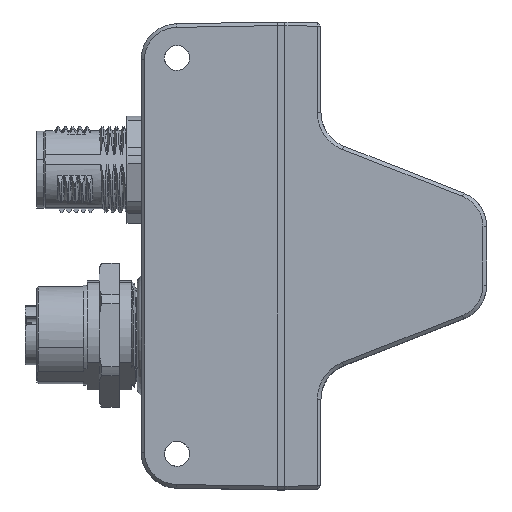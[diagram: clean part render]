
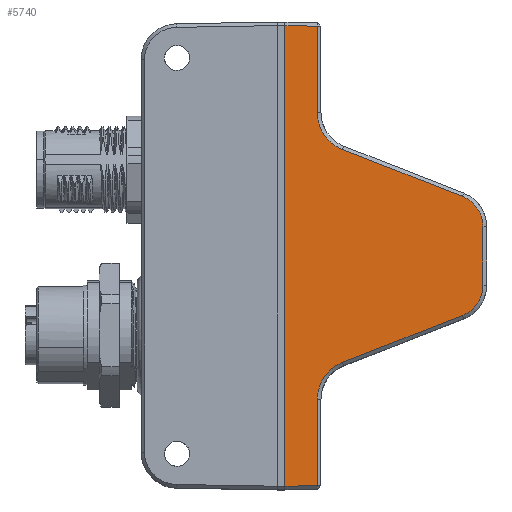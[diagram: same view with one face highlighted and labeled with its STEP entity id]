
A CAD part, top view. The second image highlights one B-rep face of the part: STEP entity #5740.
In plain terms, the highlighted planar face has unit normal (0.018, 0, 1).
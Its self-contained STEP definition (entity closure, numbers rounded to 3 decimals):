
#5740=ADVANCED_FACE('',(#12268),#12269,.T.);
#12268=FACE_OUTER_BOUND('',#32951,.T.);
#12269=PLANE('',#32952);
#32951=EDGE_LOOP('',(#55810,#55811,#55812,#55813,#55814,#55815,#55816,#55817,#55818,#55819,#55820,#55821));
#32952=AXIS2_PLACEMENT_3D('',#55822,#55823,#55824);
#55810=ORIENTED_EDGE('',*,*,#67888,.F.);
#55811=ORIENTED_EDGE('',*,*,#67889,.F.);
#55812=ORIENTED_EDGE('',*,*,#67800,.F.);
#55813=ORIENTED_EDGE('',*,*,#67886,.T.);
#55814=ORIENTED_EDGE('',*,*,#67890,.F.);
#55815=ORIENTED_EDGE('',*,*,#67891,.F.);
#55816=ORIENTED_EDGE('',*,*,#67892,.F.);
#55817=ORIENTED_EDGE('',*,*,#67893,.F.);
#55818=ORIENTED_EDGE('',*,*,#67894,.F.);
#55819=ORIENTED_EDGE('',*,*,#67895,.F.);
#55820=ORIENTED_EDGE('',*,*,#67896,.F.);
#55821=ORIENTED_EDGE('',*,*,#67897,.F.);
#55822=CARTESIAN_POINT('',(1.0,-34.7,0.0));
#55823=DIRECTION('',(0.017,-0.0,1.));
#55824=DIRECTION('',(1.,0.0,-0.017));
#67800=EDGE_CURVE('',#78969,#78971,#78972,.T.);
#67886=EDGE_CURVE('',#78969,#79138,#79140,.T.);
#67888=EDGE_CURVE('',#79142,#79143,#79144,.T.);
#67889=EDGE_CURVE('',#78971,#79142,#79145,.T.);
#67890=EDGE_CURVE('',#79146,#79138,#79147,.T.);
#67891=EDGE_CURVE('',#79148,#79146,#79149,.T.);
#67892=EDGE_CURVE('',#79150,#79148,#79151,.T.);
#67893=EDGE_CURVE('',#79152,#79150,#79153,.T.);
#67894=EDGE_CURVE('',#79154,#79152,#79155,.T.);
#67895=EDGE_CURVE('',#79156,#79154,#79157,.T.);
#67896=EDGE_CURVE('',#79158,#79156,#79159,.T.);
#67897=EDGE_CURVE('',#79143,#79158,#79160,.T.);
#78969=VERTEX_POINT('',#105275);
#78971=VERTEX_POINT('',#105278);
#78972=LINE('',#105279,#105280);
#79138=VERTEX_POINT('',#105513);
#79140=LINE('',#105516,#105517);
#79142=VERTEX_POINT('',#105519);
#79143=VERTEX_POINT('',#105520);
#79144=LINE('',#105521,#105522);
#79145=LINE('',#105523,#105524);
#79146=VERTEX_POINT('',#105525);
#79147=LINE('',#105526,#105527);
#79148=VERTEX_POINT('',#105528);
#79149=B_SPLINE_CURVE_WITH_KNOTS('',3,(#105529,#105530,#105531,#105532,#105533,#105534,#105535,#105536,#105537,#105538),.UNSPECIFIED.,.F.,.F.,(4,2,2,2,4),(-0.659,-0.496,-0.33,-0.163,0.),.UNSPECIFIED.);
#79150=VERTEX_POINT('',#105539);
#79151=LINE('',#105540,#105541);
#79152=VERTEX_POINT('',#105542);
#79153=B_SPLINE_CURVE_WITH_KNOTS('',3,(#105543,#105544,#105545,#105546,#105547,#105548,#105549,#105550,#105551,#105552),.UNSPECIFIED.,.F.,.F.,(4,2,2,2,4),(-0.539,-0.405,-0.269,-0.134,0.),.UNSPECIFIED.);
#79154=VERTEX_POINT('',#105553);
#79155=LINE('',#105554,#105555);
#79156=VERTEX_POINT('',#105556);
#79157=B_SPLINE_CURVE_WITH_KNOTS('',3,(#105557,#105558,#105559,#105560,#105561,#105562,#105563,#105564,#105565,#105566),.UNSPECIFIED.,.F.,.F.,(4,2,2,2,4),(-0.539,-0.405,-0.269,-0.134,0.),.UNSPECIFIED.);
#79158=VERTEX_POINT('',#105567);
#79159=LINE('',#105568,#105569);
#79160=B_SPLINE_CURVE_WITH_KNOTS('',3,(#105570,#105571,#105572,#105573,#105574,#105575,#105576,#105577,#105578,#105579),.UNSPECIFIED.,.F.,.F.,(4,2,2,2,4),(-0.659,-0.496,-0.33,-0.163,0.),.UNSPECIFIED.);
#105275=CARTESIAN_POINT('',(1.0,-31.997,0.0));
#105278=CARTESIAN_POINT('',(1.0,31.997,0.0));
#105279=CARTESIAN_POINT('',(1.0,-31.997,0.0));
#105280=VECTOR('',#120949,63.994);
#105513=CARTESIAN_POINT('',(5.506,-31.918,-0.079));
#105516=CARTESIAN_POINT('',(1.0,-31.997,0.0));
#105517=VECTOR('',#121066,4.507);
#105519=CARTESIAN_POINT('',(5.506,31.918,-0.079));
#105520=CARTESIAN_POINT('',(5.506,19.913,-0.079));
#105521=CARTESIAN_POINT('',(5.506,31.918,-0.079));
#105522=VECTOR('',#121067,12.006);
#105523=CARTESIAN_POINT('',(1.0,31.997,0.0));
#105524=VECTOR('',#121068,4.507);
#105525=CARTESIAN_POINT('',(5.506,-19.913,-0.079));
#105526=CARTESIAN_POINT('',(5.506,-19.913,-0.079));
#105527=VECTOR('',#121069,12.006);
#105528=CARTESIAN_POINT('',(9.003,-14.788,-0.14));
#105529=CARTESIAN_POINT('',(9.003,-14.788,-0.14));
#105530=CARTESIAN_POINT('',(8.497,-14.986,-0.131));
#105531=CARTESIAN_POINT('',(8.018,-15.261,-0.122));
#105532=CARTESIAN_POINT('',(7.156,-15.944,-0.107));
#105533=CARTESIAN_POINT('',(6.776,-16.352,-0.101));
#105534=CARTESIAN_POINT('',(6.151,-17.268,-0.09));
#105535=CARTESIAN_POINT('',(5.909,-17.771,-0.086));
#105536=CARTESIAN_POINT('',(5.587,-18.822,-0.08));
#105537=CARTESIAN_POINT('',(5.505,-19.369,-0.079));
#105538=CARTESIAN_POINT('',(5.505,-19.913,-0.079));
#105539=CARTESIAN_POINT('',(25.647,-8.275,-0.43));
#105540=CARTESIAN_POINT('',(25.647,-8.275,-0.43));
#105541=VECTOR('',#121070,17.875);
#105542=CARTESIAN_POINT('',(28.506,-4.087,-0.48));
#105543=CARTESIAN_POINT('',(28.506,-4.087,-0.48));
#105544=CARTESIAN_POINT('',(28.506,-4.534,-0.48));
#105545=CARTESIAN_POINT('',(28.438,-4.981,-0.479));
#105546=CARTESIAN_POINT('',(28.175,-5.84,-0.474));
#105547=CARTESIAN_POINT('',(27.978,-6.249,-0.471));
#105548=CARTESIAN_POINT('',(27.468,-6.995,-0.462));
#105549=CARTESIAN_POINT('',(27.159,-7.328,-0.457));
#105550=CARTESIAN_POINT('',(26.455,-7.887,-0.444));
#105551=CARTESIAN_POINT('',(26.063,-8.113,-0.437));
#105552=CARTESIAN_POINT('',(25.647,-8.275,-0.43));
#105553=CARTESIAN_POINT('',(28.506,4.087,-0.48));
#105554=CARTESIAN_POINT('',(28.506,4.087,-0.48));
#105555=VECTOR('',#121071,8.175);
#105556=CARTESIAN_POINT('',(25.647,8.275,-0.43));
#105557=CARTESIAN_POINT('',(25.647,8.275,-0.43));
#105558=CARTESIAN_POINT('',(26.063,8.113,-0.437));
#105559=CARTESIAN_POINT('',(26.455,7.887,-0.444));
#105560=CARTESIAN_POINT('',(27.159,7.328,-0.457));
#105561=CARTESIAN_POINT('',(27.468,6.995,-0.462));
#105562=CARTESIAN_POINT('',(27.978,6.249,-0.471));
#105563=CARTESIAN_POINT('',(28.175,5.84,-0.474));
#105564=CARTESIAN_POINT('',(28.438,4.981,-0.479));
#105565=CARTESIAN_POINT('',(28.506,4.534,-0.48));
#105566=CARTESIAN_POINT('',(28.506,4.087,-0.48));
#105567=CARTESIAN_POINT('',(9.003,14.788,-0.14));
#105568=CARTESIAN_POINT('',(9.003,14.788,-0.14));
#105569=VECTOR('',#121072,17.875);
#105570=CARTESIAN_POINT('',(5.505,19.913,-0.079));
#105571=CARTESIAN_POINT('',(5.505,19.369,-0.079));
#105572=CARTESIAN_POINT('',(5.587,18.822,-0.08));
#105573=CARTESIAN_POINT('',(5.909,17.771,-0.086));
#105574=CARTESIAN_POINT('',(6.151,17.268,-0.09));
#105575=CARTESIAN_POINT('',(6.776,16.352,-0.101));
#105576=CARTESIAN_POINT('',(7.156,15.944,-0.107));
#105577=CARTESIAN_POINT('',(8.018,15.261,-0.122));
#105578=CARTESIAN_POINT('',(8.497,14.986,-0.131));
#105579=CARTESIAN_POINT('',(9.003,14.788,-0.14));
#120949=DIRECTION('',(0.0,1.0,0.0));
#121066=DIRECTION('',(1.,0.017,-0.017));
#121067=DIRECTION('',(0.0,-1.0,0.0));
#121068=DIRECTION('',(1.,-0.017,-0.017));
#121069=DIRECTION('',(0.0,-1.0,0.0));
#121070=DIRECTION('',(-0.931,-0.364,0.016));
#121071=DIRECTION('',(0.0,-1.0,0.0));
#121072=DIRECTION('',(0.931,-0.364,-0.016));
